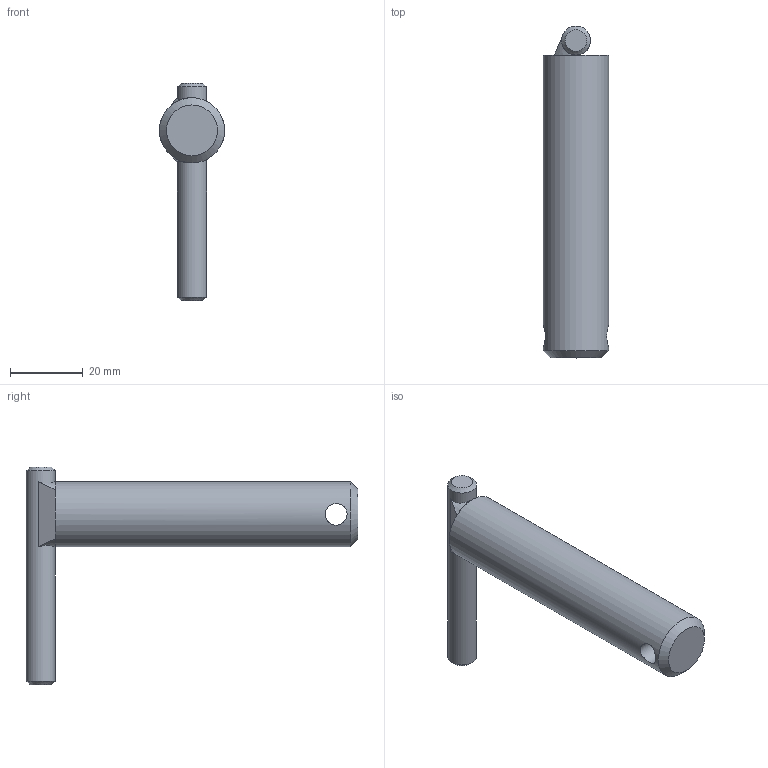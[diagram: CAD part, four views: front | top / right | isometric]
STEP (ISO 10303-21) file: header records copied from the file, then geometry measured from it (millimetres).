
FILE_DESCRIPTION(/* description */ (''),/* implementation_level */ '2;1');
FILE_NAME(/* name */ 'A19274.stp',/* time_stamp */ '2023-06-21T13:17:18+02:00',/* author */ ('msn'),/* organization */ (''),/* preprocessor_version */ 'ST-DEVELOPER v19.2',/* originating_system */ 'Autodesk Inventor 2023',/* authorisation */ '');
FILE_SCHEMA (('AUTOMOTIVE_DESIGN { 1 0 10303 214 3 1 1 }'));
Length unit declared in the file: millimetre
Products named in the file (4): A19274; A19274_1; A19274 part 1; A19274 part 2
Assembly tree (3 placements, depth 2):
  A19274
    A19274_1
    A19274 part 1
    A19274 part 2
Bounding box: 18 x 91.5 x 60 mm (x, y, z)
Volume: 23763.1 mm3; surface area: 7321.4 mm2
Topology: 3 solids, 3 shells, 15 faces, 30 edges, 20 vertices
Faces by surface type: plane 6, cylinder 4, cone 3, bspline 2
Full cylindrical faces by diameter (mm): 6 x1, 8 x1, 18 x1
Entity records: 6053 total; most frequent: CARTESIAN_POINT 5599, DIRECTION 70, ORIENTED_EDGE 60, EDGE_CURVE 30, AXIS2_PLACEMENT_3D 30, VERTEX_POINT 20, EDGE_LOOP 16, FACE_OUTER_BOUND 15
